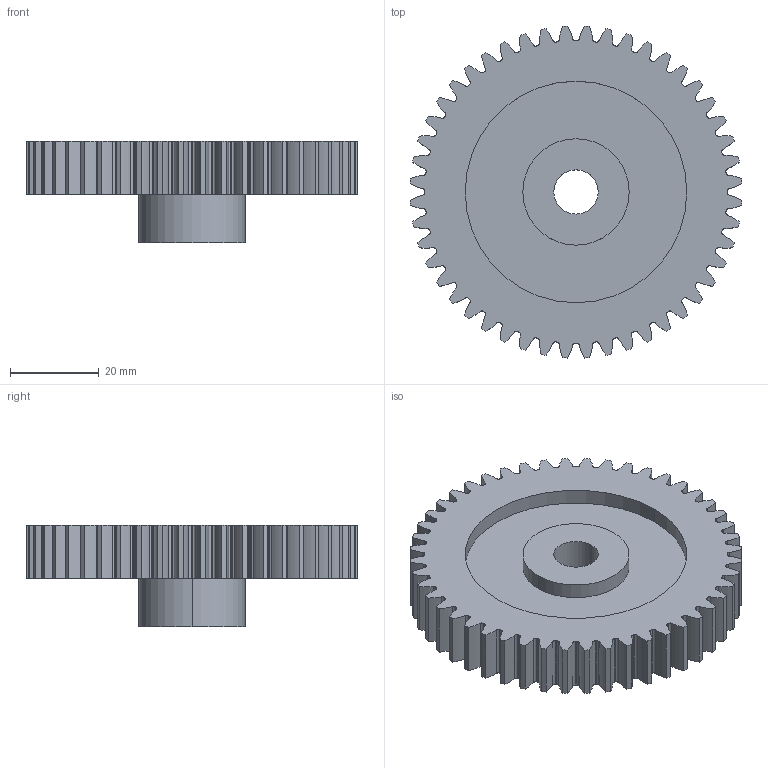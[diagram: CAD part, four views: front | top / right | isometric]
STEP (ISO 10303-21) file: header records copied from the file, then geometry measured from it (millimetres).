
FILE_DESCRIPTION (( 'STEP AP214' ), '1' );
FILE_NAME ('119-015-048.step', '2010-07-19T15:39:56', ( 'WMH Herion Antriebstechnik GmbH' ), ( 'WMH Herion Antriebstechnik GmbH' ), 'SwSTEP 2.0', 'SolidWorks 2010', '' );
FILE_SCHEMA (( 'AUTOMOTIVE_DESIGN' ));
Length unit declared in the file: millimetre
Products named in the file (1): 119-015-048
Bounding box: 74.91 x 74.91 x 23 mm (x, y, z)
Volume: 41173.8 mm3; surface area: 16447.7 mm2
Topology: 1 solids, 1 shells, 331 faces, 975 edges, 650 vertices
Faces by surface type: cylinder 325, plane 6
Entity records: 11477 total; most frequent: DIRECTION 2289, CARTESIAN_POINT 1957, ORIENTED_EDGE 1950, AXIS2_PLACEMENT_3D 982, EDGE_CURVE 975, CIRCLE 650, VERTEX_POINT 650, EDGE_LOOP 337
